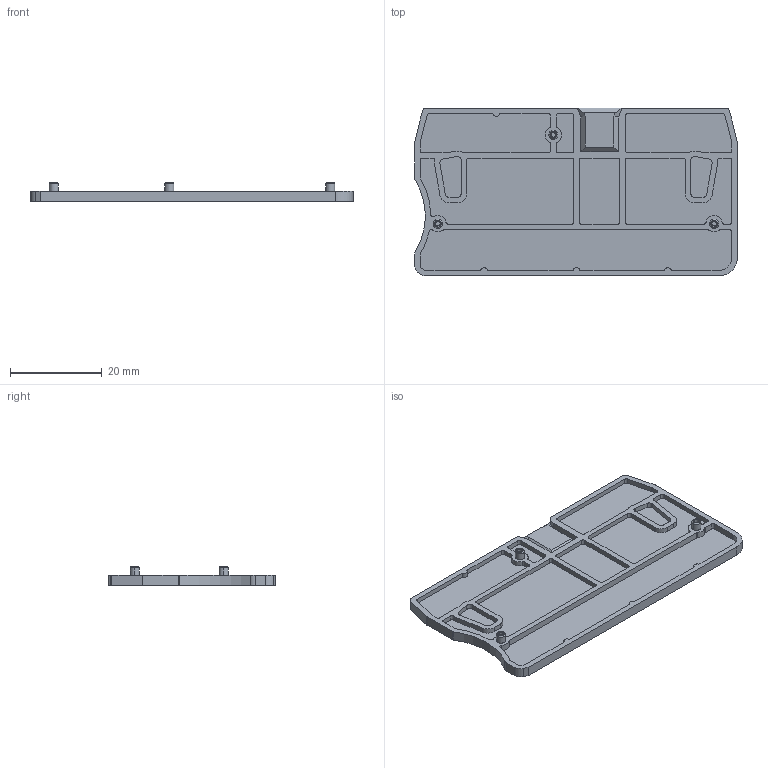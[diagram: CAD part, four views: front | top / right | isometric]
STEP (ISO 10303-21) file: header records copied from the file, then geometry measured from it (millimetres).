
FILE_DESCRIPTION (( 'STEP AP214' ), '1' );
FILE_NAME ('P6-6.STEP', '2024-08-23T12:05:35', ( 'Windows User' ), ( 'P R C' ), 'SwSTEP 2.0', 'SolidWorks 2018', '' );
FILE_SCHEMA (( 'AUTOMOTIVE_DESIGN' ));
Length unit declared in the file: millimetre
Products named in the file (1): P6-6
Bounding box: 70.3 x 36.5 x 4 mm (x, y, z)
Volume: 3198.3 mm3; surface area: 6348 mm2
Topology: 1 solids, 1 shells, 242 faces, 641 edges, 420 vertices
Faces by surface type: plane 122, cylinder 113, bspline 7
Entity records: 7671 total; most frequent: CARTESIAN_POINT 1449, DIRECTION 1337, ORIENTED_EDGE 1282, EDGE_CURVE 641, AXIS2_PLACEMENT_3D 468, VERTEX_POINT 420, LINE 401, VECTOR 401
